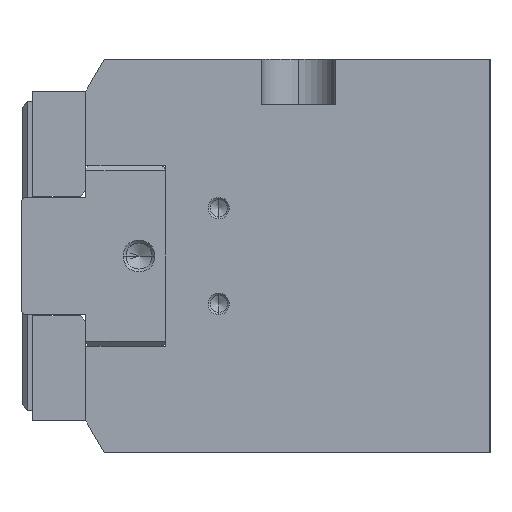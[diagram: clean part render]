
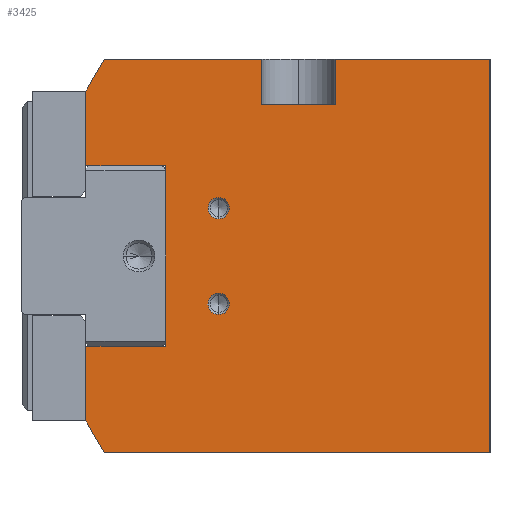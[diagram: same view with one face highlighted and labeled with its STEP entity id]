
A CAD part, left-side view. The second image highlights one B-rep face of the part: STEP entity #3425.
In plain terms, the highlighted planar face has unit normal (-1, 0, 0).
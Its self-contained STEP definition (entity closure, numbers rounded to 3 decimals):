
#1661 = EDGE_CURVE( '', #4189, #2299, #4794, .T. );
#1781 = EDGE_CURVE( '', #2933, #2271, #4924, .T. );
#1805 = VERTEX_POINT( '', #4953 );
#1947 = VERTEX_POINT( '', #5106 );
#2039 = EDGE_CURVE( '', #4189, #2729, #5209, .T. );
#2043 = EDGE_CURVE( '', #2299, #3969, #5214, .T. );
#2271 = VERTEX_POINT( '', #5469 );
#2299 = VERTEX_POINT( '', #5500 );
#2387 = EDGE_CURVE( '', #4519, #2925, #5594, .T. );
#2729 = VERTEX_POINT( '', #5966 );
#2799 = EDGE_CURVE( '', #4229, #4331, #6043, .T. );
#2875 = EDGE_CURVE( '', #2921, #4663, #6125, .T. );
#2921 = VERTEX_POINT( '', #6174 );
#2925 = VERTEX_POINT( '', #6178 );
#2933 = VERTEX_POINT( '', #6187 );
#3011 = EDGE_CURVE( '', #4029, #3889, #6273, .T. );
#3155 = EDGE_CURVE( '', #3389, #1947, #6431, .T. );
#3389 = VERTEX_POINT( '', #6697 );
#3425 = ADVANCED_FACE( '', ( #6736, #6737, #6738 ), #6739, .F. );
#3557 = EDGE_CURVE( '', #2729, #4029, #6888, .T. );
#3815 = EDGE_CURVE( '', #3969, #1947, #7186, .T. );
#3889 = VERTEX_POINT( '', #7271 );
#3969 = VERTEX_POINT( '', #7363 );
#4029 = VERTEX_POINT( '', #7432 );
#4189 = VERTEX_POINT( '', #7616 );
#4193 = EDGE_CURVE( '', #4207, #2925, #7621, .T. );
#4203 = EDGE_CURVE( '', #3889, #4663, #7634, .T. );
#4207 = VERTEX_POINT( '', #7638 );
#4229 = VERTEX_POINT( '', #7664 );
#4243 = EDGE_CURVE( '', #4207, #3389, #7679, .T. );
#4331 = VERTEX_POINT( '', #7781 );
#4353 = EDGE_CURVE( '', #1805, #4519, #7806, .T. );
#4519 = VERTEX_POINT( '', #7985 );
#4559 = EDGE_CURVE( '', #2921, #1805, #8030, .T. );
#4615 = EDGE_CURVE( '', #4331, #4229, #8090, .T. );
#4663 = VERTEX_POINT( '', #8144 );
#4665 = EDGE_CURVE( '', #2271, #2933, #8146, .T. );
#4794 = LINE( '', #8295, #8296 );
#4924 = CIRCLE( '', #8538, 2. );
#4953 = CARTESIAN_POINT( '', ( -62.5, 61., -17. ) );
#5106 = CARTESIAN_POINT( '', ( -62.5, 43., 37. ) );
#5209 = LINE( '', #8917, #8918 );
#5214 = LINE( '', #8924, #8925 );
#5469 = CARTESIAN_POINT( '', ( -62.5, 51., 7. ) );
#5500 = CARTESIAN_POINT( '', ( -62.5, 29., 28.5 ) );
#5594 = LINE( '', #9483, #9484 );
#5966 = CARTESIAN_POINT( '', ( -62.5, 0., 37. ) );
#6043 = CIRCLE( '', #10114, 2. );
#6125 = LINE( '', #10228, #10229 );
#6174 = CARTESIAN_POINT( '', ( -62.5, 75.99, -17. ) );
#6178 = CARTESIAN_POINT( '', ( -62.5, 75.99, 17. ) );
#6187 = CARTESIAN_POINT( '', ( -62.5, 51., 11. ) );
#6273 = LINE( '', #10429, #10430 );
#6431 = LINE( '', #10655, #10656 );
#6697 = CARTESIAN_POINT( '', ( -62.5, 72.536, 37. ) );
#6736 = FACE_OUTER_BOUND( '', #11067, .T. );
#6737 = FACE_BOUND( '', #11068, .T. );
#6738 = FACE_BOUND( '', #11069, .T. );
#6739 = PLANE( '', #11070 );
#6888 = LINE( '', #11274, #11275 );
#7186 = LINE( '', #11685, #11686 );
#7271 = CARTESIAN_POINT( '', ( -62.5, 72.536, -37. ) );
#7363 = CARTESIAN_POINT( '', ( -62.5, 43., 28.5 ) );
#7432 = CARTESIAN_POINT( '', ( -62.5, 0., -37. ) );
#7616 = CARTESIAN_POINT( '', ( -62.5, 29., 37. ) );
#7621 = LINE( '', #12289, #12290 );
#7634 = LINE( '', #12305, #12306 );
#7638 = CARTESIAN_POINT( '', ( -62.5, 75.99, 31.017 ) );
#7664 = CARTESIAN_POINT( '', ( -62.5, 51., -11. ) );
#7679 = LINE( '', #12374, #12375 );
#7781 = CARTESIAN_POINT( '', ( -62.5, 51., -7. ) );
#7806 = LINE( '', #12539, #12540 );
#7985 = CARTESIAN_POINT( '', ( -62.5, 61., 17. ) );
#8030 = LINE( '', #12866, #12867 );
#8090 = CIRCLE( '', #12949, 2. );
#8144 = CARTESIAN_POINT( '', ( -62.5, 75.99, -31.017 ) );
#8146 = CIRCLE( '', #13023, 2. );
#8295 = CARTESIAN_POINT( '', ( -62.5, 29., 18.5 ) );
#8296 = VECTOR( '', #13165, 1. );
#8538 = AXIS2_PLACEMENT_3D( '', #13297, #13298, #13299 );
#8917 = CARTESIAN_POINT( '', ( -62.5, 72.536, 37. ) );
#8918 = VECTOR( '', #13593, 1. );
#8924 = CARTESIAN_POINT( '', ( -62.5, 0., 28.5 ) );
#8925 = VECTOR( '', #13602, 1. );
#9483 = CARTESIAN_POINT( '', ( -62.5, 61., 17. ) );
#9484 = VECTOR( '', #14003, 1. );
#10114 = AXIS2_PLACEMENT_3D( '', #14428, #14429, #14430 );
#10228 = CARTESIAN_POINT( '', ( -62.5, 75.99, 0. ) );
#10229 = VECTOR( '', #14511, 1. );
#10429 = CARTESIAN_POINT( '', ( -62.5, 0., -37. ) );
#10430 = VECTOR( '', #14646, 1. );
#10655 = CARTESIAN_POINT( '', ( -62.5, 72.536, 37. ) );
#10656 = VECTOR( '', #14823, 1. );
#11067 = EDGE_LOOP( '', ( #15203, #15204, #15205, #15206, #15207, #15208, #15209, #15210, #15211, #15212, #15213, #15214, #15215, #15216 ) );
#11068 = EDGE_LOOP( '', ( #15217, #15218 ) );
#11069 = EDGE_LOOP( '', ( #15219, #15220 ) );
#11070 = AXIS2_PLACEMENT_3D( '', #15221, #15222, #15223 );
#11274 = CARTESIAN_POINT( '', ( -62.5, 0., 37. ) );
#11275 = VECTOR( '', #15410, 1. );
#11685 = CARTESIAN_POINT( '', ( -62.5, 43., 18.5 ) );
#11686 = VECTOR( '', #15806, 1. );
#12289 = CARTESIAN_POINT( '', ( -62.5, 75.99, 0. ) );
#12290 = VECTOR( '', #16380, 1. );
#12305 = CARTESIAN_POINT( '', ( -62.5, 72.536, -37. ) );
#12306 = VECTOR( '', #16400, 1. );
#12374 = CARTESIAN_POINT( '', ( -62.5, 76., 31. ) );
#12375 = VECTOR( '', #16444, 1. );
#12539 = CARTESIAN_POINT( '', ( -62.5, 61., -17. ) );
#12540 = VECTOR( '', #16613, 1. );
#12866 = CARTESIAN_POINT( '', ( -62.5, 76., -17. ) );
#12867 = VECTOR( '', #16839, 1. );
#12949 = AXIS2_PLACEMENT_3D( '', #16896, #16897, #16898 );
#13023 = AXIS2_PLACEMENT_3D( '', #16964, #16965, #16966 );
#13165 = DIRECTION( '', ( 0., 0., -1. ) );
#13297 = CARTESIAN_POINT( '', ( -62.5, 51., 9. ) );
#13298 = DIRECTION( '', ( 1., 0., 0. ) );
#13299 = DIRECTION( '', ( 0., 0., -1. ) );
#13593 = DIRECTION( '', ( 0., -1., 0. ) );
#13602 = DIRECTION( '', ( 0., 1., 0. ) );
#14003 = DIRECTION( '', ( 0., 1., 0. ) );
#14428 = CARTESIAN_POINT( '', ( -62.5, 51., -9. ) );
#14429 = DIRECTION( '', ( 1., 0., 0. ) );
#14430 = DIRECTION( '', ( 0., 0., -1. ) );
#14511 = DIRECTION( '', ( 0., 0., -1. ) );
#14646 = DIRECTION( '', ( 0., 1., 0. ) );
#14823 = DIRECTION( '', ( 0., -1., 0. ) );
#15203 = ORIENTED_EDGE( '', *, *, #2875, .T. );
#15204 = ORIENTED_EDGE( '', *, *, #4203, .F. );
#15205 = ORIENTED_EDGE( '', *, *, #3011, .F. );
#15206 = ORIENTED_EDGE( '', *, *, #3557, .F. );
#15207 = ORIENTED_EDGE( '', *, *, #2039, .F. );
#15208 = ORIENTED_EDGE( '', *, *, #1661, .T. );
#15209 = ORIENTED_EDGE( '', *, *, #2043, .T. );
#15210 = ORIENTED_EDGE( '', *, *, #3815, .T. );
#15211 = ORIENTED_EDGE( '', *, *, #3155, .F. );
#15212 = ORIENTED_EDGE( '', *, *, #4243, .F. );
#15213 = ORIENTED_EDGE( '', *, *, #4193, .T. );
#15214 = ORIENTED_EDGE( '', *, *, #2387, .F. );
#15215 = ORIENTED_EDGE( '', *, *, #4353, .F. );
#15216 = ORIENTED_EDGE( '', *, *, #4559, .F. );
#15217 = ORIENTED_EDGE( '', *, *, #2799, .T. );
#15218 = ORIENTED_EDGE( '', *, *, #4615, .T. );
#15219 = ORIENTED_EDGE( '', *, *, #4665, .T. );
#15220 = ORIENTED_EDGE( '', *, *, #1781, .T. );
#15221 = CARTESIAN_POINT( '', ( -62.5, 0., 0. ) );
#15222 = DIRECTION( '', ( 1., 0., 0. ) );
#15223 = DIRECTION( '', ( 0., 0., -1. ) );
#15410 = DIRECTION( '', ( 0., 0., -1. ) );
#15806 = DIRECTION( '', ( 0., 0., 1. ) );
#16380 = DIRECTION( '', ( 0., 0., -1. ) );
#16400 = DIRECTION( '', ( 0., 0.5, 0.866 ) );
#16444 = DIRECTION( '', ( 0., -0.5, 0.866 ) );
#16613 = DIRECTION( '', ( 0., 0., 1. ) );
#16839 = DIRECTION( '', ( 0., -1., 0. ) );
#16896 = CARTESIAN_POINT( '', ( -62.5, 51., -9. ) );
#16897 = DIRECTION( '', ( 1., 0., 0. ) );
#16898 = DIRECTION( '', ( 0., 0., -1. ) );
#16964 = CARTESIAN_POINT( '', ( -62.5, 51., 9. ) );
#16965 = DIRECTION( '', ( 1., 0., 0. ) );
#16966 = DIRECTION( '', ( 0., 0., -1. ) );
